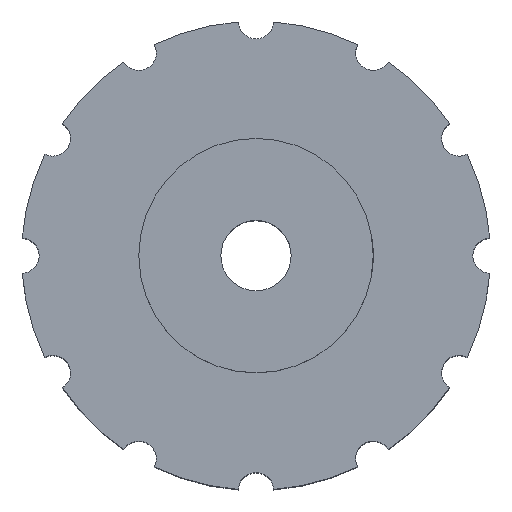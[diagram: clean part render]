
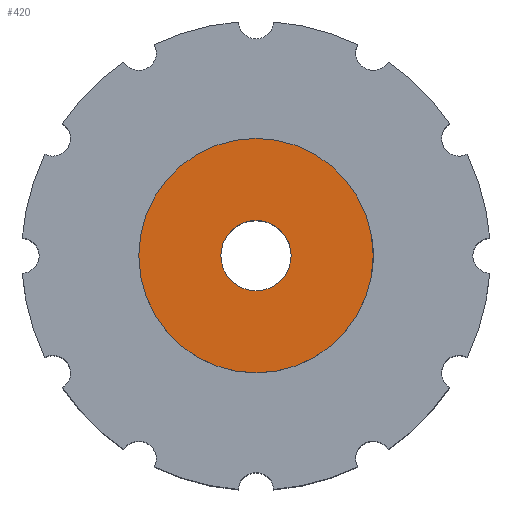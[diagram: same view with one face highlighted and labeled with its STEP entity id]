
A CAD part, top view. The second image highlights one B-rep face of the part: STEP entity #420.
In plain terms, the highlighted planar face has unit normal (0, 0, 1).
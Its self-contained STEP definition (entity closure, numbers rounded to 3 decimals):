
#55 = EDGE_LOOP ( 'NONE', ( #1167, #346 ) ) ;
#72 = VERTEX_POINT ( 'NONE', #683 ) ;
#76 = DIRECTION ( 'NONE',  ( 0., 0., 1. ) ) ;
#84 = CARTESIAN_POINT ( 'NONE',  ( -3., 0., 17.5 ) ) ;
#121 = DIRECTION ( 'NONE',  ( 0., 0., 1. ) ) ;
#134 = AXIS2_PLACEMENT_3D ( 'NONE', #704, #1061, #936 ) ;
#164 = VERTEX_POINT ( 'NONE', #468 ) ;
#178 = AXIS2_PLACEMENT_3D ( 'NONE', #954, #1070, #1189 ) ;
#243 = AXIS2_PLACEMENT_3D ( 'NONE', #988, #756, #527 ) ;
#344 = FACE_OUTER_BOUND ( 'NONE', #486, .T. ) ;
#346 = ORIENTED_EDGE ( 'NONE', *, *, #455, .F. ) ;
#420 = ADVANCED_FACE ( 'NONE', ( #428, #344 ), #699, .T. ) ;
#428 = FACE_BOUND ( 'NONE', #55, .T. ) ;
#439 = AXIS2_PLACEMENT_3D ( 'NONE', #687, #121, #1251 ) ;
#455 = EDGE_CURVE ( 'NONE', #535, #72, #921, .T. ) ;
#468 = CARTESIAN_POINT ( 'NONE',  ( 10., 0., 17.5 ) ) ;
#486 = EDGE_LOOP ( 'NONE', ( #731, #925 ) ) ;
#490 = CARTESIAN_POINT ( 'NONE',  ( 0., 0., 17.5 ) ) ;
#493 = AXIS2_PLACEMENT_3D ( 'NONE', #490, #76, #1206 ) ;
#527 = DIRECTION ( 'NONE',  ( 1., 0., 0. ) ) ;
#535 = VERTEX_POINT ( 'NONE', #84 ) ;
#618 = CIRCLE ( 'NONE', #439, 10. ) ;
#683 = CARTESIAN_POINT ( 'NONE',  ( 3., 0., 17.5 ) ) ;
#687 = CARTESIAN_POINT ( 'NONE',  ( 0., 0., 17.5 ) ) ;
#699 = PLANE ( 'NONE',  #134 ) ;
#704 = CARTESIAN_POINT ( 'NONE',  ( 0., 0., 17.5 ) ) ;
#731 = ORIENTED_EDGE ( 'NONE', *, *, #1316, .T. ) ;
#756 = DIRECTION ( 'NONE',  ( 0., 0., 1. ) ) ;
#786 = EDGE_CURVE ( 'NONE', #72, #535, #1252, .T. ) ;
#882 = VERTEX_POINT ( 'NONE', #1267 ) ;
#921 = CIRCLE ( 'NONE', #178, 3. ) ;
#925 = ORIENTED_EDGE ( 'NONE', *, *, #1165, .T. ) ;
#936 = DIRECTION ( 'NONE',  ( 1., 0., 0. ) ) ;
#954 = CARTESIAN_POINT ( 'NONE',  ( 0., 0., 17.5 ) ) ;
#988 = CARTESIAN_POINT ( 'NONE',  ( 0., 0., 17.5 ) ) ;
#1061 = DIRECTION ( 'NONE',  ( 0., 0., 1. ) ) ;
#1070 = DIRECTION ( 'NONE',  ( 0., 0., 1. ) ) ;
#1165 = EDGE_CURVE ( 'NONE', #882, #164, #1295, .T. ) ;
#1167 = ORIENTED_EDGE ( 'NONE', *, *, #786, .F. ) ;
#1189 = DIRECTION ( 'NONE',  ( 1., 0., 0. ) ) ;
#1206 = DIRECTION ( 'NONE',  ( 1., 0., 0. ) ) ;
#1251 = DIRECTION ( 'NONE',  ( 1., 0., 0. ) ) ;
#1252 = CIRCLE ( 'NONE', #243, 3. ) ;
#1267 = CARTESIAN_POINT ( 'NONE',  ( -10., 0., 17.5 ) ) ;
#1295 = CIRCLE ( 'NONE', #493, 10. ) ;
#1316 = EDGE_CURVE ( 'NONE', #164, #882, #618, .T. ) ;
